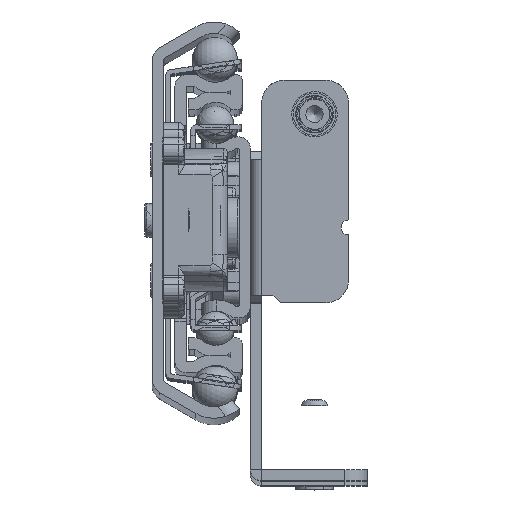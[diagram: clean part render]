
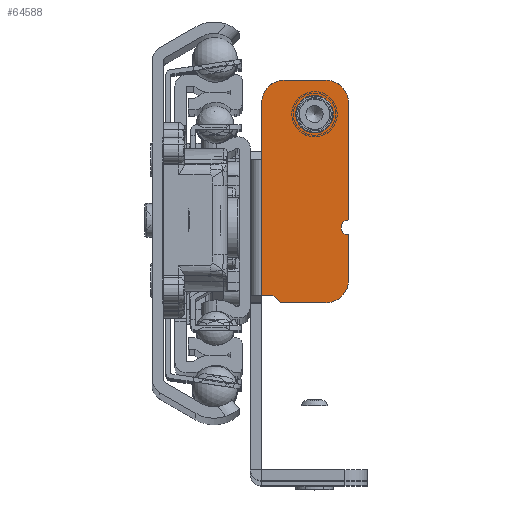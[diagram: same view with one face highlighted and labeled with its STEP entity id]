
A CAD part, top view. The second image highlights one B-rep face of the part: STEP entity #64588.
In plain terms, the highlighted planar face has unit normal (0, 0, 1).
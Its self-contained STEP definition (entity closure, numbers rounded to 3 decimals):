
#3365=FACE_BOUND('',#9505,.T.);
#3555=PLANE('',#68424);
#6100=FACE_OUTER_BOUND('',#9504,.T.);
#9504=EDGE_LOOP('',(#42427,#42428,#42429,#42430,#42431,#42432,#42433,#42434,
#42435,#42436,#42437,#42438));
#9505=EDGE_LOOP('',(#42439));
#12961=LINE('',#91995,#17604);
#12970=LINE('',#92020,#17613);
#12973=LINE('',#92025,#17616);
#12975=LINE('',#92029,#17618);
#12976=LINE('',#92034,#17619);
#12977=LINE('',#92038,#17620);
#12978=LINE('',#92039,#17621);
#12979=LINE('',#92042,#17622);
#17604=VECTOR('',#75004,10.);
#17613=VECTOR('',#75023,10.);
#17616=VECTOR('',#75028,10.);
#17618=VECTOR('',#75032,10.);
#17619=VECTOR('',#75037,10.);
#17620=VECTOR('',#75040,10.);
#17621=VECTOR('',#75041,10.);
#17622=VECTOR('',#75044,10.);
#22363=CIRCLE('',#68412,2.05);
#22364=CIRCLE('',#68414,1.);
#22369=CIRCLE('',#68425,3.);
#22370=CIRCLE('',#68426,3.);
#22371=CIRCLE('',#68427,3.);
#25007=VERTEX_POINT('',#91978);
#25008=VERTEX_POINT('',#91982);
#25009=VERTEX_POINT('',#91983);
#25013=VERTEX_POINT('',#91993);
#25023=VERTEX_POINT('',#92017);
#25024=VERTEX_POINT('',#92019);
#25025=VERTEX_POINT('',#92023);
#25026=VERTEX_POINT('',#92027);
#25027=VERTEX_POINT('',#92031);
#25028=VERTEX_POINT('',#92033);
#25029=VERTEX_POINT('',#92035);
#25030=VERTEX_POINT('',#92037);
#25031=VERTEX_POINT('',#92040);
#31812=EDGE_CURVE('',#25007,#25007,#22363,.T.);
#31813=EDGE_CURVE('',#25008,#25009,#22364,.T.);
#31819=EDGE_CURVE('',#25013,#25008,#12961,.T.);
#31831=EDGE_CURVE('',#25023,#25024,#12970,.T.);
#31834=EDGE_CURVE('',#25025,#25023,#12973,.T.);
#31836=EDGE_CURVE('',#25026,#25025,#12975,.T.);
#31837=EDGE_CURVE('',#25013,#25027,#22369,.T.);
#31838=EDGE_CURVE('',#25028,#25027,#12976,.T.);
#31839=EDGE_CURVE('',#25028,#25029,#22370,.T.);
#31840=EDGE_CURVE('',#25030,#25029,#12977,.T.);
#31841=EDGE_CURVE('',#25024,#25030,#12978,.T.);
#31842=EDGE_CURVE('',#25026,#25031,#22371,.T.);
#31843=EDGE_CURVE('',#25009,#25031,#12979,.T.);
#42427=ORIENTED_EDGE('',*,*,#31813,.F.);
#42428=ORIENTED_EDGE('',*,*,#31819,.F.);
#42429=ORIENTED_EDGE('',*,*,#31837,.T.);
#42430=ORIENTED_EDGE('',*,*,#31838,.F.);
#42431=ORIENTED_EDGE('',*,*,#31839,.T.);
#42432=ORIENTED_EDGE('',*,*,#31840,.F.);
#42433=ORIENTED_EDGE('',*,*,#31841,.F.);
#42434=ORIENTED_EDGE('',*,*,#31831,.F.);
#42435=ORIENTED_EDGE('',*,*,#31834,.F.);
#42436=ORIENTED_EDGE('',*,*,#31836,.F.);
#42437=ORIENTED_EDGE('',*,*,#31842,.T.);
#42438=ORIENTED_EDGE('',*,*,#31843,.F.);
#42439=ORIENTED_EDGE('',*,*,#31812,.F.);
#64588=ADVANCED_FACE('',(#6100,#3365),#3555,.T.);
#68412=AXIS2_PLACEMENT_3D('',#91980,#74990,#74991);
#68414=AXIS2_PLACEMENT_3D('',#91984,#74994,#74995);
#68424=AXIS2_PLACEMENT_3D('',#92030,#75033,#75034);
#68425=AXIS2_PLACEMENT_3D('',#92032,#75035,#75036);
#68426=AXIS2_PLACEMENT_3D('',#92036,#75038,#75039);
#68427=AXIS2_PLACEMENT_3D('',#92041,#75042,#75043);
#74990=DIRECTION('center_axis',(0.,0.,
1.));
#74991=DIRECTION('ref_axis',(-1.,0.,0.));
#74994=DIRECTION('center_axis',(0.,0.,
1.));
#74995=DIRECTION('ref_axis',(0.,-1.,0.));
#75004=DIRECTION('',(0.,-1.,0.));
#75023=DIRECTION('',(-1.,0.,0.));
#75028=DIRECTION('',(-0.707,0.707,0.));
#75032=DIRECTION('',(-1.,0.,0.));
#75033=DIRECTION('center_axis',(0.,0.,
1.));
#75034=DIRECTION('ref_axis',(1.,0.,0.));
#75035=DIRECTION('center_axis',(0.,0.,
1.));
#75036=DIRECTION('ref_axis',(0.707,0.707,0.));
#75037=DIRECTION('',(1.,0.,0.));
#75038=DIRECTION('center_axis',(0.,0.,
1.));
#75039=DIRECTION('ref_axis',(-0.707,0.707,0.));
#75040=DIRECTION('',(0.,1.,0.));
#75041=DIRECTION('',(0.,1.,0.));
#75042=DIRECTION('center_axis',(0.,0.,
1.));
#75043=DIRECTION('ref_axis',(0.707,-0.707,0.));
#75044=DIRECTION('',(0.,-1.,0.));
#91978=CARTESIAN_POINT('',(15.35,15.,-300.5));
#91980=CARTESIAN_POINT('Origin',(13.3,15.,-300.5));
#91982=CARTESIAN_POINT('',(17.8,1.,-300.5));
#91983=CARTESIAN_POINT('',(17.8,-1.,-300.5));
#91984=CARTESIAN_POINT('Origin',(17.8,0.,-300.5));
#91993=CARTESIAN_POINT('',(17.8,16.5,-300.5));
#91995=CARTESIAN_POINT('',(17.8,19.5,-300.5));
#92017=CARTESIAN_POINT('',(7.8,-9.,-300.5));
#92019=CARTESIAN_POINT('',(6.3,-9.,-300.5));
#92020=CARTESIAN_POINT('',(8.916,-9.,-300.5));
#92023=CARTESIAN_POINT('',(8.8,-10.,-300.5));
#92025=CARTESIAN_POINT('',(6.483,-7.683,-300.5));
#92027=CARTESIAN_POINT('',(14.8,-10.,-300.5));
#92029=CARTESIAN_POINT('',(17.8,-10.,-300.5));
#92030=CARTESIAN_POINT('Origin',(11.532,0.,
-300.5));
#92031=CARTESIAN_POINT('',(14.8,19.5,-300.5));
#92032=CARTESIAN_POINT('Origin',(14.8,16.5,-300.5));
#92033=CARTESIAN_POINT('',(9.3,19.5,-300.5));
#92034=CARTESIAN_POINT('',(6.3,19.5,-300.5));
#92035=CARTESIAN_POINT('',(6.3,16.5,-300.5));
#92036=CARTESIAN_POINT('Origin',(9.3,16.5,-300.5));
#92037=CARTESIAN_POINT('',(6.3,9.,-300.5));
#92038=CARTESIAN_POINT('',(6.3,9.,-300.5));
#92039=CARTESIAN_POINT('',(6.3,0.,-300.5));
#92040=CARTESIAN_POINT('',(17.8,-7.,-300.5));
#92041=CARTESIAN_POINT('Origin',(14.8,-7.,-300.5));
#92042=CARTESIAN_POINT('',(17.8,19.5,-300.5));
